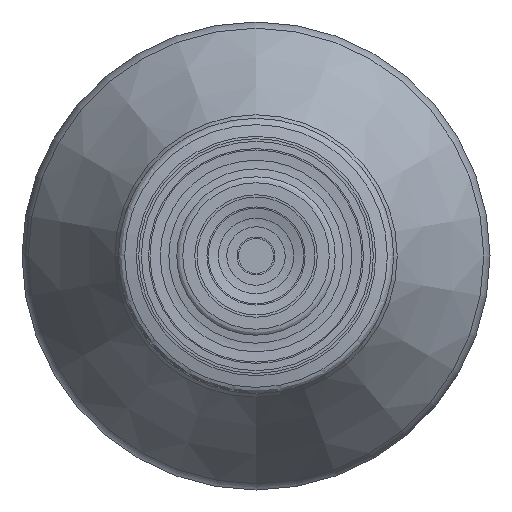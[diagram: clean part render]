
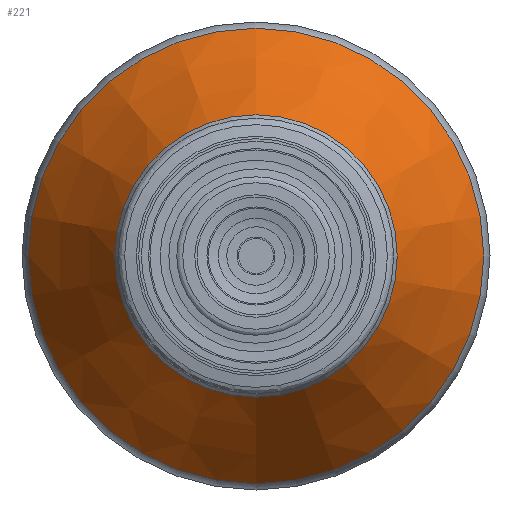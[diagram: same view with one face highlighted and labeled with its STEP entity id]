
A CAD part, left-side view. The second image highlights one B-rep face of the part: STEP entity #221.
In plain terms, the highlighted conical face has half-angle 32.005 degrees and reference radius 16.544 mm.
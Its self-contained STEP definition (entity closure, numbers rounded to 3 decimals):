
#199=CONICAL_SURFACE('',#878,16.544,32.005);
#221=ADVANCED_FACE('',(#307,#308),#199,.T.);
#307=FACE_BOUND('',#430,.T.);
#308=FACE_BOUND('',#431,.T.);
#430=EDGE_LOOP('',(#556));
#431=EDGE_LOOP('',(#557));
#556=ORIENTED_EDGE('',*,*,#731,.T.);
#557=ORIENTED_EDGE('',*,*,#730,.F.);
#667=VERTEX_POINT('',#1226);
#668=VERTEX_POINT('',#1229);
#730=EDGE_CURVE('',#667,#667,#793,.T.);
#731=EDGE_CURVE('',#668,#668,#794,.T.);
#793=CIRCLE('',#875,16.544);
#794=CIRCLE('',#877,10.26);
#875=AXIS2_PLACEMENT_3D('',#1225,#995,#996);
#877=AXIS2_PLACEMENT_3D('',#1228,#999,#1000);
#878=AXIS2_PLACEMENT_3D('',#1230,#1001,#1002);
#995=DIRECTION('',(1.,0.,0.));
#996=DIRECTION('',(0.,0.,1.));
#999=DIRECTION('',(1.,0.,0.));
#1000=DIRECTION('',(0.,0.,1.));
#1001=DIRECTION('',(1.,0.,0.));
#1002=DIRECTION('',(0.,0.,-1.));
#1225=CARTESIAN_POINT('',(76.27,0.,0.));
#1226=CARTESIAN_POINT('',(76.27,0.,16.544));
#1228=CARTESIAN_POINT('',(66.216,0.,0.));
#1229=CARTESIAN_POINT('',(66.216,0.,10.26));
#1230=CARTESIAN_POINT('',(76.27,0.,0.));
